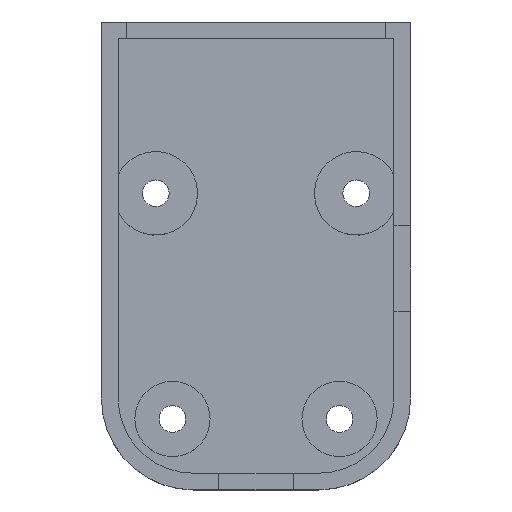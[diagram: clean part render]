
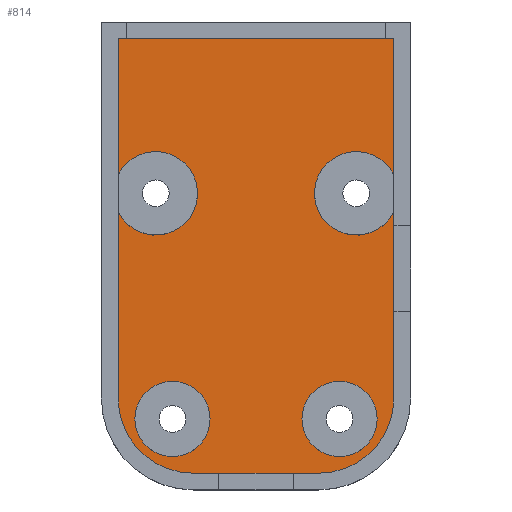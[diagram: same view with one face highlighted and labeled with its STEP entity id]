
A CAD part, top view. The second image highlights one B-rep face of the part: STEP entity #814.
In plain terms, the highlighted planar face has unit normal (0, 0, 1).
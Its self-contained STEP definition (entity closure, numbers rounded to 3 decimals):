
#35=FACE_BOUND('',#147,.T.);
#36=FACE_BOUND('',#148,.T.);
#57=CIRCLE('',#887,5.);
#58=CIRCLE('',#888,5.);
#59=CIRCLE('',#889,9.);
#60=CIRCLE('',#890,9.);
#61=CIRCLE('',#891,4.5);
#62=CIRCLE('',#892,4.5);
#96=FACE_OUTER_BOUND('',#146,.T.);
#146=EDGE_LOOP('',(#629,#630,#631,#632,#633,#634,#635,#636,#637,#638));
#147=EDGE_LOOP('',(#639));
#148=EDGE_LOOP('',(#640));
#235=LINE('',#1311,#317);
#236=LINE('',#1313,#318);
#237=LINE('',#1315,#319);
#238=LINE('',#1319,#320);
#239=LINE('',#1323,#321);
#240=LINE('',#1326,#322);
#317=VECTOR('',#1053,10.);
#318=VECTOR('',#1054,10.);
#319=VECTOR('',#1055,10.);
#320=VECTOR('',#1058,10.);
#321=VECTOR('',#1061,10.);
#322=VECTOR('',#1064,10.);
#396=VERTEX_POINT('',#1307);
#397=VERTEX_POINT('',#1308);
#398=VERTEX_POINT('',#1310);
#399=VERTEX_POINT('',#1312);
#400=VERTEX_POINT('',#1314);
#401=VERTEX_POINT('',#1316);
#402=VERTEX_POINT('',#1318);
#403=VERTEX_POINT('',#1320);
#404=VERTEX_POINT('',#1322);
#405=VERTEX_POINT('',#1324);
#406=VERTEX_POINT('',#1327);
#407=VERTEX_POINT('',#1329);
#487=EDGE_CURVE('',#396,#397,#57,.T.);
#488=EDGE_CURVE('',#398,#396,#235,.T.);
#489=EDGE_CURVE('',#399,#398,#236,.T.);
#490=EDGE_CURVE('',#400,#399,#237,.T.);
#491=EDGE_CURVE('',#401,#400,#58,.T.);
#492=EDGE_CURVE('',#402,#401,#238,.T.);
#493=EDGE_CURVE('',#403,#402,#59,.T.);
#494=EDGE_CURVE('',#404,#403,#239,.T.);
#495=EDGE_CURVE('',#405,#404,#60,.T.);
#496=EDGE_CURVE('',#397,#405,#240,.T.);
#497=EDGE_CURVE('',#406,#406,#61,.T.);
#498=EDGE_CURVE('',#407,#407,#62,.T.);
#629=ORIENTED_EDGE('',*,*,#487,.F.);
#630=ORIENTED_EDGE('',*,*,#488,.F.);
#631=ORIENTED_EDGE('',*,*,#489,.F.);
#632=ORIENTED_EDGE('',*,*,#490,.F.);
#633=ORIENTED_EDGE('',*,*,#491,.F.);
#634=ORIENTED_EDGE('',*,*,#492,.F.);
#635=ORIENTED_EDGE('',*,*,#493,.F.);
#636=ORIENTED_EDGE('',*,*,#494,.F.);
#637=ORIENTED_EDGE('',*,*,#495,.F.);
#638=ORIENTED_EDGE('',*,*,#496,.F.);
#639=ORIENTED_EDGE('',*,*,#497,.F.);
#640=ORIENTED_EDGE('',*,*,#498,.F.);
#784=PLANE('',#886);
#814=ADVANCED_FACE('',(#96,#35,#36),#784,.T.);
#886=AXIS2_PLACEMENT_3D('',#1306,#1049,#1050);
#887=AXIS2_PLACEMENT_3D('',#1309,#1051,#1052);
#888=AXIS2_PLACEMENT_3D('',#1317,#1056,#1057);
#889=AXIS2_PLACEMENT_3D('',#1321,#1059,#1060);
#890=AXIS2_PLACEMENT_3D('',#1325,#1062,#1063);
#891=AXIS2_PLACEMENT_3D('',#1328,#1065,#1066);
#892=AXIS2_PLACEMENT_3D('',#1330,#1067,#1068);
#1049=DIRECTION('center_axis',(0.,0.,1.));
#1050=DIRECTION('ref_axis',(1.,0.,0.));
#1051=DIRECTION('center_axis',(0.,0.,1.));
#1052=DIRECTION('ref_axis',(1.,0.,0.));
#1053=DIRECTION('',(0.,-1.,0.));
#1054=DIRECTION('',(1.,0.,0.));
#1055=DIRECTION('',(0.,1.,0.));
#1056=DIRECTION('center_axis',(0.,0.,1.));
#1057=DIRECTION('ref_axis',(1.,0.,0.));
#1058=DIRECTION('',(0.,1.,0.));
#1059=DIRECTION('center_axis',(0.,0.,-1.));
#1060=DIRECTION('ref_axis',(-1.,0.,0.));
#1061=DIRECTION('',(-1.,0.,0.));
#1062=DIRECTION('center_axis',(0.,0.,-1.));
#1063=DIRECTION('ref_axis',(0.,-1.,0.));
#1064=DIRECTION('',(0.,-1.,0.));
#1065=DIRECTION('center_axis',(0.,0.,1.));
#1066=DIRECTION('ref_axis',(1.,0.,0.));
#1067=DIRECTION('center_axis',(0.,0.,1.));
#1068=DIRECTION('ref_axis',(1.,0.,0.));
#1306=CARTESIAN_POINT('Origin',(0.,-6.,0.));
#1307=CARTESIAN_POINT('',(16.5,3.679,0.));
#1308=CARTESIAN_POINT('',(16.5,-0.679,0.));
#1309=CARTESIAN_POINT('Origin',(12.,1.5,0.));
#1310=CARTESIAN_POINT('',(16.5,20.,0.));
#1311=CARTESIAN_POINT('',(16.5,20.,0.));
#1312=CARTESIAN_POINT('',(-16.5,20.,0.));
#1313=CARTESIAN_POINT('',(-16.5,20.,0.));
#1314=CARTESIAN_POINT('',(-16.5,3.679,0.));
#1315=CARTESIAN_POINT('',(-16.5,-23.,0.));
#1316=CARTESIAN_POINT('',(-16.5,-0.679,0.));
#1317=CARTESIAN_POINT('Origin',(-12.,1.5,0.));
#1318=CARTESIAN_POINT('',(-16.5,-23.,0.));
#1319=CARTESIAN_POINT('',(-16.5,-23.,0.));
#1320=CARTESIAN_POINT('',(-7.5,-32.,0.));
#1321=CARTESIAN_POINT('Origin',(-7.5,-23.,0.));
#1322=CARTESIAN_POINT('',(7.5,-32.,0.));
#1323=CARTESIAN_POINT('',(7.5,-32.,0.));
#1324=CARTESIAN_POINT('',(16.5,-23.,0.));
#1325=CARTESIAN_POINT('Origin',(7.5,-23.,0.));
#1326=CARTESIAN_POINT('',(16.5,20.,0.));
#1327=CARTESIAN_POINT('',(-14.5,-25.5,0.));
#1328=CARTESIAN_POINT('Origin',(-10.,-25.5,0.));
#1329=CARTESIAN_POINT('',(5.5,-25.5,0.));
#1330=CARTESIAN_POINT('Origin',(10.,-25.5,0.));
